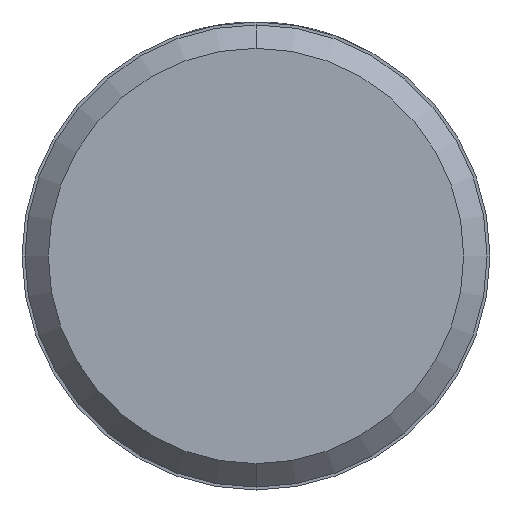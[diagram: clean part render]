
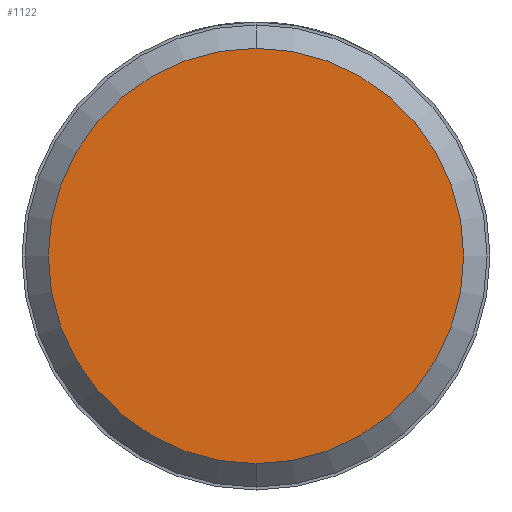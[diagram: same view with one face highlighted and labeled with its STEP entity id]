
A CAD part, front view. The second image highlights one B-rep face of the part: STEP entity #1122.
In plain terms, the highlighted planar face has unit normal (0, -1, 0).
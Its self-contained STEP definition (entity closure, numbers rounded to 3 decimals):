
#17 = CARTESIAN_POINT ( 'NONE',  ( 0., 0., 0. ) ) ;
#88 = AXIS2_PLACEMENT_3D ( 'NONE', #566, #1192, #1408 ) ;
#492 = VERTEX_POINT ( 'NONE', #2368 ) ;
#566 = CARTESIAN_POINT ( 'NONE',  ( 0., 0., 0. ) ) ;
#587 = FACE_OUTER_BOUND ( 'NONE', #2228, .T. ) ;
#632 = DIRECTION ( 'NONE',  ( 0., -1., 0. ) ) ;
#647 = DIRECTION ( 'NONE',  ( 0., 0., 1. ) ) ;
#721 = AXIS2_PLACEMENT_3D ( 'NONE', #1898, #2115, #647 ) ;
#841 = CARTESIAN_POINT ( 'NONE',  ( 0., 0., -17.75 ) ) ;
#879 = ORIENTED_EDGE ( 'NONE', *, *, #2270, .T. ) ;
#1072 = AXIS2_PLACEMENT_3D ( 'NONE', #17, #632, #1661 ) ;
#1122 = ADVANCED_FACE ( 'NONE', ( #587 ), #1928, .F. ) ;
#1192 = DIRECTION ( 'NONE',  ( 0., -1., 0. ) ) ;
#1400 = EDGE_CURVE ( 'NONE', #492, #2306, #2586, .T. ) ;
#1408 = DIRECTION ( 'NONE',  ( 0., 0., 1. ) ) ;
#1661 = DIRECTION ( 'NONE',  ( 0., 0., 1. ) ) ;
#1898 = CARTESIAN_POINT ( 'NONE',  ( 0., 0., 0. ) ) ;
#1928 = PLANE ( 'NONE',  #721 ) ;
#1950 = CIRCLE ( 'NONE', #1072, 17.75 ) ;
#2115 = DIRECTION ( 'NONE',  ( 0., 1., 0. ) ) ;
#2228 = EDGE_LOOP ( 'NONE', ( #2241, #879 ) ) ;
#2241 = ORIENTED_EDGE ( 'NONE', *, *, #1400, .T. ) ;
#2270 = EDGE_CURVE ( 'NONE', #2306, #492, #1950, .T. ) ;
#2306 = VERTEX_POINT ( 'NONE', #841 ) ;
#2368 = CARTESIAN_POINT ( 'NONE',  ( 0., 0., 17.75 ) ) ;
#2586 = CIRCLE ( 'NONE', #88, 17.75 ) ;
